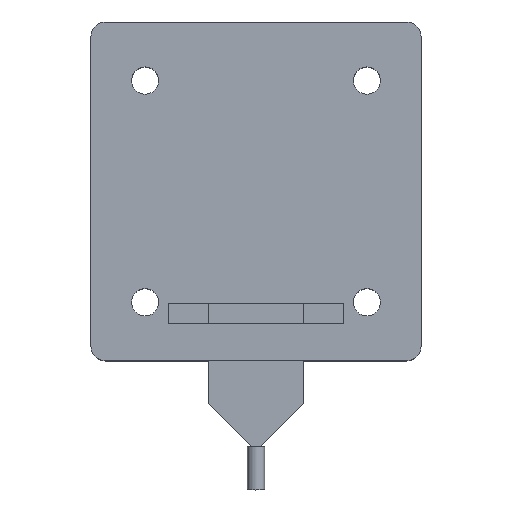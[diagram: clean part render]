
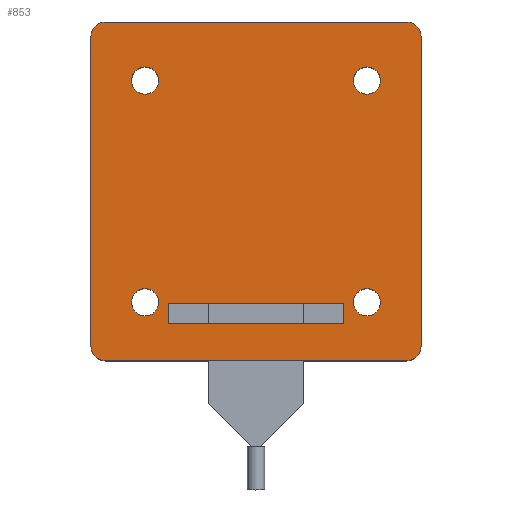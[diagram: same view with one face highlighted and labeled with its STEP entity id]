
A CAD part, top view. The second image highlights one B-rep face of the part: STEP entity #853.
In plain terms, the highlighted planar face has unit normal (0, 0, 1).
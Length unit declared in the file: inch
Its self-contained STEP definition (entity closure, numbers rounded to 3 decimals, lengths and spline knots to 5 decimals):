
#26=FACE_BOUND('',#308,.T.);
#27=FACE_BOUND('',#309,.T.);
#28=FACE_BOUND('',#310,.T.);
#29=FACE_BOUND('',#311,.T.);
#30=FACE_BOUND('',#312,.T.);
#64=LINE('',#1245,#165);
#86=LINE('',#1294,#187);
#89=LINE('',#1300,#190);
#90=LINE('',#1304,#191);
#91=LINE('',#1308,#192);
#92=LINE('',#1311,#193);
#93=LINE('',#1313,#194);
#94=LINE('',#1314,#195);
#165=VECTOR('',#1007,0.3937);
#187=VECTOR('',#1053,0.3937);
#190=VECTOR('',#1058,0.3937);
#191=VECTOR('',#1061,0.3937);
#192=VECTOR('',#1064,0.3937);
#193=VECTOR('',#1067,0.3937);
#194=VECTOR('',#1068,0.3937);
#195=VECTOR('',#1069,0.3937);
#260=FACE_OUTER_BOUND('',#307,.T.);
#307=EDGE_LOOP('',(#651,#652,#653,#654,#655,#656,#657,#658));
#308=EDGE_LOOP('',(#659,#660,#661,#662));
#309=EDGE_LOOP('',(#663));
#310=EDGE_LOOP('',(#664));
#311=EDGE_LOOP('',(#665));
#312=EDGE_LOOP('',(#666));
#346=CIRCLE('',#913,0.05);
#348=CIRCLE('',#917,0.05);
#349=CIRCLE('',#918,0.05);
#350=CIRCLE('',#919,0.05);
#351=CIRCLE('',#920,0.0475);
#352=CIRCLE('',#921,0.0475);
#353=CIRCLE('',#922,0.0475);
#354=CIRCLE('',#923,0.0475);
#382=VERTEX_POINT('',#1242);
#383=VERTEX_POINT('',#1244);
#394=VERTEX_POINT('',#1284);
#395=VERTEX_POINT('',#1285);
#398=VERTEX_POINT('',#1293);
#400=VERTEX_POINT('',#1299);
#401=VERTEX_POINT('',#1301);
#402=VERTEX_POINT('',#1303);
#403=VERTEX_POINT('',#1305);
#404=VERTEX_POINT('',#1307);
#405=VERTEX_POINT('',#1310);
#406=VERTEX_POINT('',#1312);
#407=VERTEX_POINT('',#1315);
#408=VERTEX_POINT('',#1317);
#409=VERTEX_POINT('',#1319);
#410=VERTEX_POINT('',#1321);
#468=EDGE_CURVE('',#383,#382,#64,.T.);
#488=EDGE_CURVE('',#394,#395,#346,.T.);
#492=EDGE_CURVE('',#398,#395,#86,.T.);
#495=EDGE_CURVE('',#394,#400,#89,.T.);
#496=EDGE_CURVE('',#401,#400,#348,.T.);
#497=EDGE_CURVE('',#401,#402,#90,.T.);
#498=EDGE_CURVE('',#403,#402,#349,.T.);
#499=EDGE_CURVE('',#403,#404,#91,.T.);
#500=EDGE_CURVE('',#398,#404,#350,.T.);
#501=EDGE_CURVE('',#382,#405,#92,.T.);
#502=EDGE_CURVE('',#405,#406,#93,.T.);
#503=EDGE_CURVE('',#406,#383,#94,.T.);
#504=EDGE_CURVE('',#407,#407,#351,.T.);
#505=EDGE_CURVE('',#408,#408,#352,.T.);
#506=EDGE_CURVE('',#409,#409,#353,.T.);
#507=EDGE_CURVE('',#410,#410,#354,.T.);
#651=ORIENTED_EDGE('',*,*,#495,.T.);
#652=ORIENTED_EDGE('',*,*,#496,.F.);
#653=ORIENTED_EDGE('',*,*,#497,.T.);
#654=ORIENTED_EDGE('',*,*,#498,.F.);
#655=ORIENTED_EDGE('',*,*,#499,.T.);
#656=ORIENTED_EDGE('',*,*,#500,.F.);
#657=ORIENTED_EDGE('',*,*,#492,.T.);
#658=ORIENTED_EDGE('',*,*,#488,.F.);
#659=ORIENTED_EDGE('',*,*,#501,.T.);
#660=ORIENTED_EDGE('',*,*,#502,.T.);
#661=ORIENTED_EDGE('',*,*,#503,.T.);
#662=ORIENTED_EDGE('',*,*,#468,.T.);
#663=ORIENTED_EDGE('',*,*,#504,.T.);
#664=ORIENTED_EDGE('',*,*,#505,.T.);
#665=ORIENTED_EDGE('',*,*,#506,.T.);
#666=ORIENTED_EDGE('',*,*,#507,.T.);
#815=PLANE('',#916);
#853=ADVANCED_FACE('',(#260,#26,#27,#28,#29,#30),#815,.T.);
#913=AXIS2_PLACEMENT_3D('',#1286,#1045,#1046);
#916=AXIS2_PLACEMENT_3D('',#1298,#1056,#1057);
#917=AXIS2_PLACEMENT_3D('',#1302,#1059,#1060);
#918=AXIS2_PLACEMENT_3D('',#1306,#1062,#1063);
#919=AXIS2_PLACEMENT_3D('',#1309,#1065,#1066);
#920=AXIS2_PLACEMENT_3D('',#1316,#1070,#1071);
#921=AXIS2_PLACEMENT_3D('',#1318,#1072,#1073);
#922=AXIS2_PLACEMENT_3D('',#1320,#1074,#1075);
#923=AXIS2_PLACEMENT_3D('',#1322,#1076,#1077);
#1007=DIRECTION('',(-1.,0.,0.));
#1045=DIRECTION('center_axis',(0.,0.,-1.));
#1046=DIRECTION('ref_axis',(-0.707,-0.707,0.));
#1053=DIRECTION('',(0.,-1.,0.));
#1056=DIRECTION('center_axis',(0.,0.,1.));
#1057=DIRECTION('ref_axis',(1.,0.,0.));
#1058=DIRECTION('',(1.,0.,0.));
#1059=DIRECTION('center_axis',(0.,0.,-1.));
#1060=DIRECTION('ref_axis',(0.707,-0.707,0.));
#1061=DIRECTION('',(0.,1.,0.));
#1062=DIRECTION('center_axis',(0.,0.,-1.));
#1063=DIRECTION('ref_axis',(0.707,0.707,0.));
#1064=DIRECTION('',(-1.,0.,0.));
#1065=DIRECTION('center_axis',(0.,0.,-1.));
#1066=DIRECTION('ref_axis',(-0.707,0.707,0.));
#1067=DIRECTION('',(0.,1.,0.));
#1068=DIRECTION('',(1.,0.,0.));
#1069=DIRECTION('',(0.,-1.,0.));
#1070=DIRECTION('center_axis',(0.,0.,-1.));
#1071=DIRECTION('ref_axis',(1.,0.,0.));
#1072=DIRECTION('center_axis',(0.,0.,-1.));
#1073=DIRECTION('ref_axis',(1.,0.,0.));
#1074=DIRECTION('center_axis',(0.,0.,-1.));
#1075=DIRECTION('ref_axis',(1.,0.,0.));
#1076=DIRECTION('center_axis',(0.,0.,-1.));
#1077=DIRECTION('ref_axis',(1.,0.,0.));
#1242=CARTESIAN_POINT('',(-0.305,-0.46007,0.556));
#1244=CARTESIAN_POINT('',(0.305,-0.46007,0.556));
#1245=CARTESIAN_POINT('',(0.305,-0.46007,0.556));
#1284=CARTESIAN_POINT('',(-0.525,-0.59,0.556));
#1285=CARTESIAN_POINT('',(-0.575,-0.54,0.556));
#1286=CARTESIAN_POINT('Origin',(-0.525,-0.54,0.556));
#1293=CARTESIAN_POINT('',(-0.575,0.54,0.556));
#1294=CARTESIAN_POINT('',(-0.575,-0.59,0.556));
#1298=CARTESIAN_POINT('Origin',(0.,0.,
0.556));
#1299=CARTESIAN_POINT('',(0.525,-0.59,0.556));
#1300=CARTESIAN_POINT('',(0.575,-0.59,0.556));
#1301=CARTESIAN_POINT('',(0.575,-0.54,0.556));
#1302=CARTESIAN_POINT('Origin',(0.525,-0.54,0.556));
#1303=CARTESIAN_POINT('',(0.575,0.54,0.556));
#1304=CARTESIAN_POINT('',(0.575,0.59,0.556));
#1305=CARTESIAN_POINT('',(0.525,0.59,0.556));
#1306=CARTESIAN_POINT('Origin',(0.525,0.54,0.556));
#1307=CARTESIAN_POINT('',(-0.525,0.59,0.556));
#1308=CARTESIAN_POINT('',(-0.575,0.59,0.556));
#1309=CARTESIAN_POINT('Origin',(-0.525,0.54,0.556));
#1310=CARTESIAN_POINT('',(-0.305,-0.39,0.556));
#1311=CARTESIAN_POINT('',(-0.305,-0.295,0.556));
#1312=CARTESIAN_POINT('',(0.305,-0.39,0.556));
#1313=CARTESIAN_POINT('',(0.,-0.39,0.556));
#1314=CARTESIAN_POINT('',(0.305,-0.295,0.556));
#1315=CARTESIAN_POINT('',(-0.4335,-0.386,0.556));
#1316=CARTESIAN_POINT('Origin',(-0.386,-0.386,0.556));
#1317=CARTESIAN_POINT('',(-0.4335,0.386,0.556));
#1318=CARTESIAN_POINT('Origin',(-0.386,0.386,0.556));
#1319=CARTESIAN_POINT('',(0.3385,0.386,0.556));
#1320=CARTESIAN_POINT('Origin',(0.386,0.386,0.556));
#1321=CARTESIAN_POINT('',(0.3385,-0.386,0.556));
#1322=CARTESIAN_POINT('Origin',(0.386,-0.386,0.556));
